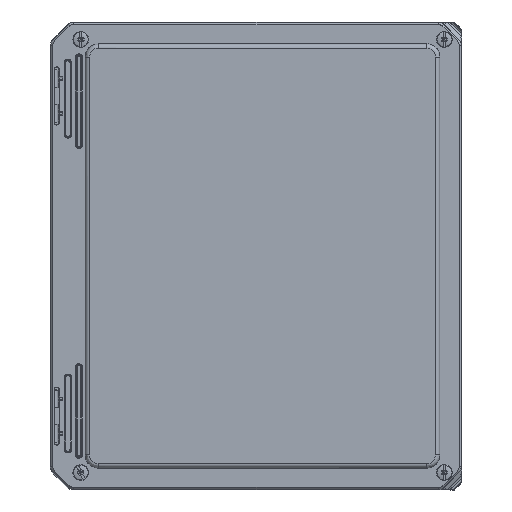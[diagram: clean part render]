
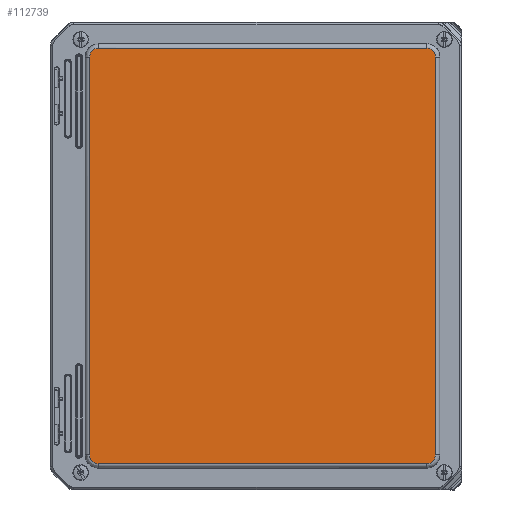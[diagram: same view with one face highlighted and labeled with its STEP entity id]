
A CAD part, top view. The second image highlights one B-rep face of the part: STEP entity #112739.
In plain terms, the highlighted planar face has unit normal (0, 0, 1).
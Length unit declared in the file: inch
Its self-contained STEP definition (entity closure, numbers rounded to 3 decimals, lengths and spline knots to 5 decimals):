
#1886 = CARTESIAN_POINT ( 'NONE',  ( -4.9733, 5.71854, 6.31038 ) ) ;
#4478 = LINE ( 'NONE', #88765, #94627 ) ;
#6548 = VECTOR ( 'NONE', #89540, 39.37008 ) ;
#7770 = CARTESIAN_POINT ( 'NONE',  ( 4.83452, -5.96004, 6.31038 ) ) ;
#7823 = DIRECTION ( 'NONE',  ( 0., -1., 0. ) ) ;
#13875 = B_SPLINE_CURVE_WITH_KNOTS ( 'NONE', 3,
 ( #1886, #118569, #20711, #30974, #100110, #71022, #80906, #90277 ),
 .UNSPECIFIED., .F., .F.,
 ( 4, 1, 1, 1, 1, 4 ),
 ( 0., 0.14286, 0.28571, 0.42857, 0.71429, 1. ),
 .UNSPECIFIED. ) ;
#15618 = VERTEX_POINT ( 'NONE', #68059 ) ;
#15889 = CARTESIAN_POINT ( 'NONE',  ( 4.75974, -5.9771, 6.31038 ) ) ;
#19608 = ORIENTED_EDGE ( 'NONE', *, *, #100980, .F. ) ;
#20601 = CARTESIAN_POINT ( 'NONE',  ( 4.9723, 5.71854, 6.31038 ) ) ;
#20711 = CARTESIAN_POINT ( 'NONE',  ( -4.96909, 5.77464, 6.31038 ) ) ;
#21231 = CARTESIAN_POINT ( 'NONE',  ( -0.0005, -5.9771, 6.31038 ) ) ;
#21326 = VECTOR ( 'NONE', #7823, 39.37008 ) ;
#21520 = ORIENTED_EDGE ( 'NONE', *, *, #88479, .F. ) ;
#23688 = AXIS2_PLACEMENT_3D ( 'NONE', #63253, #34681, #62847 ) ;
#26483 = B_SPLINE_CURVE_WITH_KNOTS ( 'NONE', 3,
 ( #88763, #68637, #107214, #88345, #99031, #126497, #67800 ),
 .UNSPECIFIED., .F., .F.,
 ( 4, 1, 1, 1, 4 ),
 ( 0., 0.14286, 0.42857, 0.71429, 1. ),
 .UNSPECIFIED. ) ;
#27948 = VERTEX_POINT ( 'NONE', #88700 ) ;
#30043 = CARTESIAN_POINT ( 'NONE',  ( 4.74104, 5.9685, 6.31038 ) ) ;
#30893 = CARTESIAN_POINT ( 'NONE',  ( 4.95524, 5.83071, 6.31038 ) ) ;
#30974 = CARTESIAN_POINT ( 'NONE',  ( -4.95044, 5.8279, 6.31038 ) ) ;
#31738 = CARTESIAN_POINT ( 'NONE',  ( 4.88351, 5.92066, 6.31038 ) ) ;
#34681 = DIRECTION ( 'NONE',  ( 0., 0., -1. ) ) ;
#36205 = ORIENTED_EDGE ( 'NONE', *, *, #46553, .F. ) ;
#36221 = EDGE_CURVE ( 'NONE', #27948, #15618, #26483, .T. ) ;
#37113 = VERTEX_POINT ( 'NONE', #84674 ) ;
#37613 = CARTESIAN_POINT ( 'NONE',  ( 4.9723, -0.0043, 6.31038 ) ) ;
#38853 = VERTEX_POINT ( 'NONE', #92570 ) ;
#41502 = CARTESIAN_POINT ( 'NONE',  ( 4.9723, 5.75594, 6.31038 ) ) ;
#42760 = VECTOR ( 'NONE', #48659, 39.37008 ) ;
#43784 = ORIENTED_EDGE ( 'NONE', *, *, #53653, .F. ) ;
#43838 = B_SPLINE_CURVE_WITH_KNOTS ( 'NONE', 3,
 ( #78264, #30043, #119776, #31738, #30893, #41502, #100473 ),
 .UNSPECIFIED., .F., .F.,
 ( 4, 1, 1, 1, 4 ),
 ( 0., 0.14286, 0.42857, 0.71429, 1. ),
 .UNSPECIFIED. ) ;
#44463 = PLANE ( 'NONE',  #23688 ) ;
#46190 = LINE ( 'NONE', #21231, #6548 ) ;
#46430 = VERTEX_POINT ( 'NONE', #58262 ) ;
#46553 = EDGE_CURVE ( 'NONE', #46430, #37113, #13875, .T. ) ;
#48659 = DIRECTION ( 'NONE',  ( 1., 0., 0. ) ) ;
#49895 = ORIENTED_EDGE ( 'NONE', *, *, #36221, .F. ) ;
#53653 = EDGE_CURVE ( 'NONE', #114600, #55284, #43838, .T. ) ;
#55284 = VERTEX_POINT ( 'NONE', #20601 ) ;
#58133 = ORIENTED_EDGE ( 'NONE', *, *, #107811, .F. ) ;
#58262 = CARTESIAN_POINT ( 'NONE',  ( -4.9733, 5.71854, 6.31038 ) ) ;
#62847 = DIRECTION ( 'NONE',  ( 1., 0., 0. ) ) ;
#63253 = CARTESIAN_POINT ( 'NONE',  ( -0.0005, -0.0043, 6.31038 ) ) ;
#65367 = CARTESIAN_POINT ( 'NONE',  ( 4.9723, -5.74584, 6.31038 ) ) ;
#66184 = CARTESIAN_POINT ( 'NONE',  ( 4.96809, -5.78324, 6.31038 ) ) ;
#67800 = CARTESIAN_POINT ( 'NONE',  ( -4.9733, -5.72714, 6.31038 ) ) ;
#68059 = CARTESIAN_POINT ( 'NONE',  ( -4.9733, -5.72714, 6.31038 ) ) ;
#68637 = CARTESIAN_POINT ( 'NONE',  ( -4.74204, -5.9771, 6.31038 ) ) ;
#71022 = CARTESIAN_POINT ( 'NONE',  ( -4.83552, 5.95144, 6.31038 ) ) ;
#71482 = EDGE_LOOP ( 'NONE', ( #36205, #104281, #49895, #58133, #21520, #19608, #43784, #107844 ) ) ;
#78161 = CARTESIAN_POINT ( 'NONE',  ( 4.9723, -5.72714, 6.31038 ) ) ;
#78264 = CARTESIAN_POINT ( 'NONE',  ( 4.72234, 5.9685, 6.31038 ) ) ;
#80906 = CARTESIAN_POINT ( 'NONE',  ( -4.76074, 5.9685, 6.31038 ) ) ;
#80985 = EDGE_CURVE ( 'NONE', #37113, #114600, #127007, .T. ) ;
#84674 = CARTESIAN_POINT ( 'NONE',  ( -4.72334, 5.9685, 6.31038 ) ) ;
#85416 = CARTESIAN_POINT ( 'NONE',  ( 4.72234, -5.9771, 6.31038 ) ) ;
#88345 = CARTESIAN_POINT ( 'NONE',  ( -4.88451, -5.92926, 6.31038 ) ) ;
#88347 = DIRECTION ( 'NONE',  ( 0., 1., 0. ) ) ;
#88479 = EDGE_CURVE ( 'NONE', #88748, #38853, #92843, .T. ) ;
#88700 = CARTESIAN_POINT ( 'NONE',  ( -4.72334, -5.9771, 6.31038 ) ) ;
#88748 = VERTEX_POINT ( 'NONE', #78161 ) ;
#88763 = CARTESIAN_POINT ( 'NONE',  ( -4.72334, -5.9771, 6.31038 ) ) ;
#88765 = CARTESIAN_POINT ( 'NONE',  ( -4.9733, -0.0043, 6.31038 ) ) ;
#89540 = DIRECTION ( 'NONE',  ( -1., 0., 0. ) ) ;
#90277 = CARTESIAN_POINT ( 'NONE',  ( -4.72334, 5.9685, 6.31038 ) ) ;
#92570 = CARTESIAN_POINT ( 'NONE',  ( 4.72234, -5.9771, 6.31038 ) ) ;
#92843 = B_SPLINE_CURVE_WITH_KNOTS ( 'NONE', 3,
 ( #103848, #65367, #66184, #105520, #125258, #7770, #15889, #85416 ),
 .UNSPECIFIED., .F., .F.,
 ( 4, 1, 1, 1, 1, 4 ),
 ( 0., 0.14286, 0.28571, 0.42857, 0.71429, 1. ),
 .UNSPECIFIED. ) ;
#94627 = VECTOR ( 'NONE', #88347, 39.37008 ) ;
#99031 = CARTESIAN_POINT ( 'NONE',  ( -4.95624, -5.8393, 6.31038 ) ) ;
#100110 = CARTESIAN_POINT ( 'NONE',  ( -4.91045, 5.89166, 6.31038 ) ) ;
#100473 = CARTESIAN_POINT ( 'NONE',  ( 4.9723, 5.71854, 6.31038 ) ) ;
#100980 = EDGE_CURVE ( 'NONE', #55284, #88748, #106905, .T. ) ;
#103848 = CARTESIAN_POINT ( 'NONE',  ( 4.9723, -5.72714, 6.31038 ) ) ;
#104281 = ORIENTED_EDGE ( 'NONE', *, *, #120491, .F. ) ;
#105520 = CARTESIAN_POINT ( 'NONE',  ( 4.94944, -5.8365, 6.31038 ) ) ;
#106905 = LINE ( 'NONE', #37613, #21326 ) ;
#107214 = CARTESIAN_POINT ( 'NONE',  ( -4.79814, -5.97083, 6.31038 ) ) ;
#107306 = CARTESIAN_POINT ( 'NONE',  ( 4.72234, 5.9685, 6.31038 ) ) ;
#107811 = EDGE_CURVE ( 'NONE', #38853, #27948, #46190, .T. ) ;
#107844 = ORIENTED_EDGE ( 'NONE', *, *, #80985, .F. ) ;
#112739 = ADVANCED_FACE ( 'NONE', ( #126591 ), #44463, .F. ) ;
#114600 = VERTEX_POINT ( 'NONE', #107306 ) ;
#118569 = CARTESIAN_POINT ( 'NONE',  ( -4.9733, 5.73724, 6.31038 ) ) ;
#119776 = CARTESIAN_POINT ( 'NONE',  ( 4.79714, 5.96224, 6.31038 ) ) ;
#120491 = EDGE_CURVE ( 'NONE', #15618, #46430, #4478, .T. ) ;
#125258 = CARTESIAN_POINT ( 'NONE',  ( 4.90945, -5.90026, 6.31038 ) ) ;
#126497 = CARTESIAN_POINT ( 'NONE',  ( -4.9733, -5.76453, 6.31038 ) ) ;
#126591 = FACE_OUTER_BOUND ( 'NONE', #71482, .T. ) ;
#126996 = CARTESIAN_POINT ( 'NONE',  ( -0.0005, 5.9685, 6.31038 ) ) ;
#127007 = LINE ( 'NONE', #126996, #42760 ) ;
